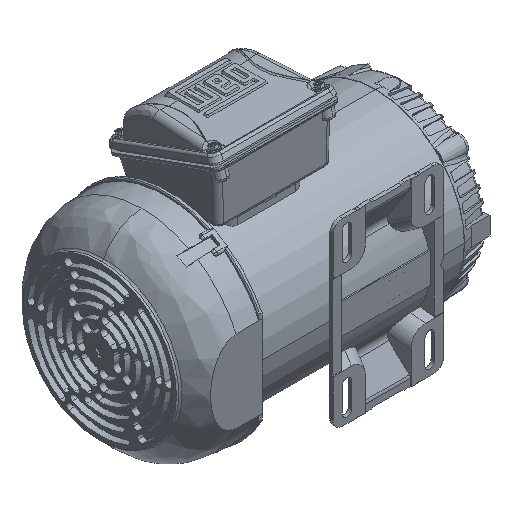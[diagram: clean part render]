
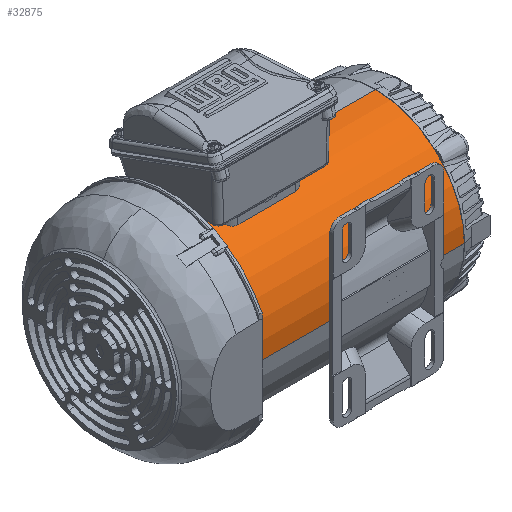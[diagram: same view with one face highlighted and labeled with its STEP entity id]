
A CAD part, isometric view. The second image highlights one B-rep face of the part: STEP entity #32875.
In plain terms, the highlighted cylindrical face has radius 81.875 mm (diameter 163.75 mm), a partial arc.
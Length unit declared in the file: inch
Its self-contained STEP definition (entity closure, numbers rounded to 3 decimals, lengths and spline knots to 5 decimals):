
#2769 = EDGE_CURVE ( 'NONE', #30650, #27094, #16237, .T. ) ;
#6102 = EDGE_CURVE ( 'NONE', #11802, #49790, #46094, .T. ) ;
#6126 = EDGE_CURVE ( 'NONE', #49790, #30650, #7862, .T. ) ;
#7862 = CIRCLE ( 'NONE', #10410, 3.22343 ) ;
#8217 = FACE_OUTER_BOUND ( 'NONE', #41097, .T. ) ;
#10410 = AXIS2_PLACEMENT_3D ( 'NONE', #34537, #26190, #46363 ) ;
#10495 = VECTOR ( 'NONE', #28068, 39.37008 ) ;
#11015 = AXIS2_PLACEMENT_3D ( 'NONE', #21576, #16770, #40952 ) ;
#11802 = VERTEX_POINT ( 'NONE', #44408 ) ;
#12497 = ORIENTED_EDGE ( 'NONE', *, *, #6126, .T. ) ;
#13636 = CIRCLE ( 'NONE', #20517, 3.22343 ) ;
#16237 = LINE ( 'NONE', #36133, #10495 ) ;
#16770 = DIRECTION ( 'NONE',  ( -1., 0., 0. ) ) ;
#20517 = AXIS2_PLACEMENT_3D ( 'NONE', #45769, #41201, #41710 ) ;
#21576 = CARTESIAN_POINT ( 'NONE',  ( 23.88701, 0.80317, 0. ) ) ;
#25465 = ORIENTED_EDGE ( 'NONE', *, *, #2769, .T. ) ;
#25656 = CARTESIAN_POINT ( 'NONE',  ( 23.88701, 0.80317, 3.22343 ) ) ;
#26190 = DIRECTION ( 'NONE',  ( 1., 0., 0. ) ) ;
#27094 = VERTEX_POINT ( 'NONE', #34682 ) ;
#28068 = DIRECTION ( 'NONE',  ( 1., 0., 0. ) ) ;
#28267 = CARTESIAN_POINT ( 'NONE',  ( -4.66876, -2.42026, 0.00056 ) ) ;
#29135 = CYLINDRICAL_SURFACE ( 'NONE', #11015, 3.22343 ) ;
#29975 = DIRECTION ( 'NONE',  ( -1., 0., 0. ) ) ;
#30299 = CARTESIAN_POINT ( 'NONE',  ( -4.66876, 0.80317, 3.22343 ) ) ;
#30650 = VERTEX_POINT ( 'NONE', #28267 ) ;
#32875 = ADVANCED_FACE ( 'NONE', ( #8217 ), #29135, .T. ) ;
#33565 = VECTOR ( 'NONE', #29975, 39.37008 ) ;
#34537 = CARTESIAN_POINT ( 'NONE',  ( -4.66876, 0.80317, 0. ) ) ;
#34682 = CARTESIAN_POINT ( 'NONE',  ( 2.81155, -2.42026, 0.00056 ) ) ;
#35299 = ORIENTED_EDGE ( 'NONE', *, *, #43944, .T. ) ;
#36133 = CARTESIAN_POINT ( 'NONE',  ( 23.88701, -2.42026, 0.00056 ) ) ;
#40952 = DIRECTION ( 'NONE',  ( 0., 0., 1. ) ) ;
#41097 = EDGE_LOOP ( 'NONE', ( #35299, #42882, #12497, #25465 ) ) ;
#41201 = DIRECTION ( 'NONE',  ( -1., 0., 0. ) ) ;
#41710 = DIRECTION ( 'NONE',  ( 0., 0., 1. ) ) ;
#42882 = ORIENTED_EDGE ( 'NONE', *, *, #6102, .T. ) ;
#43944 = EDGE_CURVE ( 'NONE', #27094, #11802, #13636, .T. ) ;
#44408 = CARTESIAN_POINT ( 'NONE',  ( 2.81155, 0.80317, 3.22343 ) ) ;
#45769 = CARTESIAN_POINT ( 'NONE',  ( 2.81155, 0.80317, 0. ) ) ;
#46094 = LINE ( 'NONE', #25656, #33565 ) ;
#46363 = DIRECTION ( 'NONE',  ( 0., 0., 1. ) ) ;
#49790 = VERTEX_POINT ( 'NONE', #30299 ) ;
